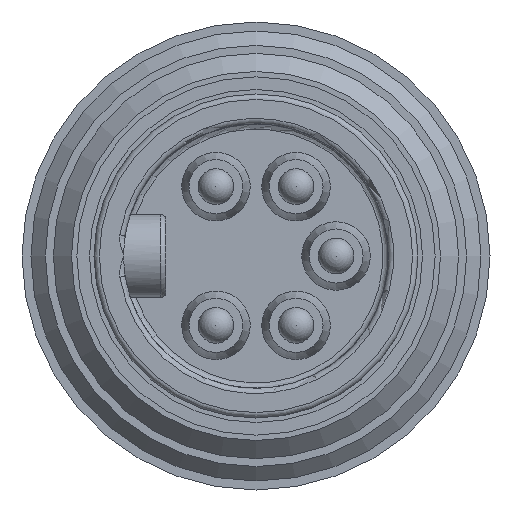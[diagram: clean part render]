
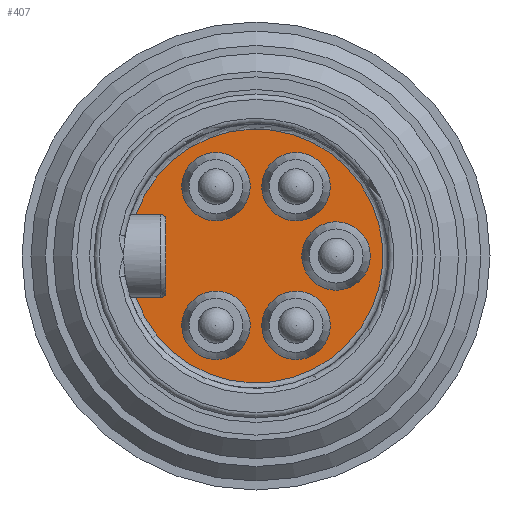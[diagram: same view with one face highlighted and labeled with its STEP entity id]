
A CAD part, front view. The second image highlights one B-rep face of the part: STEP entity #407.
In plain terms, the highlighted planar face has unit normal (0, -1, 0).
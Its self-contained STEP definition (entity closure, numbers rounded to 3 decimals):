
#40=B_SPLINE_CURVE_WITH_KNOTS('',3,(#2544,#2545,#2546,#2547,#2548,#2549,
#2550,#2551,#2552,#2553,#2554,#2555,#2556),.UNSPECIFIED.,.T.,.F.,(1,3,3,
3,3,3,1),(-0.25,0.,0.25,0.5,0.75,1.,1.25),.UNSPECIFIED.);
#41=B_SPLINE_CURVE_WITH_KNOTS('',3,(#2558,#2559,#2560,#2561,#2562,#2563,
#2564,#2565,#2566,#2567,#2568,#2569,#2570),.UNSPECIFIED.,.T.,.F.,(1,3,3,
3,3,3,1),(-0.25,0.,0.25,0.5,0.75,1.,1.25),.UNSPECIFIED.);
#42=B_SPLINE_CURVE_WITH_KNOTS('',3,(#2572,#2573,#2574,#2575,#2576,#2577,
#2578,#2579,#2580,#2581,#2582,#2583,#2584),.UNSPECIFIED.,.T.,.F.,(1,3,3,
3,3,3,1),(-0.25,0.,0.25,0.5,0.75,1.,1.25),.UNSPECIFIED.);
#43=B_SPLINE_CURVE_WITH_KNOTS('',3,(#2586,#2587,#2588,#2589,#2590,#2591,
#2592,#2593,#2594,#2595,#2596,#2597,#2598),.UNSPECIFIED.,.T.,.F.,(1,3,3,
3,3,3,1),(-0.25,0.,0.25,0.5,0.75,1.,1.25),.UNSPECIFIED.);
#44=B_SPLINE_CURVE_WITH_KNOTS('',3,(#2600,#2601,#2602,#2603,#2604,#2605,
#2606,#2607,#2608,#2609,#2610,#2611,#2612),.UNSPECIFIED.,.T.,.F.,(1,3,3,
3,3,3,1),(-0.25,0.,0.25,0.5,0.75,1.,1.25),.UNSPECIFIED.);
#75=LINE('',#2614,#90);
#76=LINE('',#2619,#91);
#77=LINE('',#2623,#92);
#90=VECTOR('',#1868,1.);
#91=VECTOR('',#1871,1.);
#92=VECTOR('',#1874,1.);
#265=FACE_BOUND('',#640,.T.);
#266=FACE_BOUND('',#641,.T.);
#267=FACE_BOUND('',#642,.T.);
#268=FACE_BOUND('',#643,.T.);
#269=FACE_BOUND('',#644,.T.);
#270=FACE_BOUND('',#645,.T.);
#407=ADVANCED_FACE('',(#265,#266,#267,#268,#269,#270),#484,.F.);
#484=PLANE('',#1532);
#640=EDGE_LOOP('',(#880));
#641=EDGE_LOOP('',(#881));
#642=EDGE_LOOP('',(#882));
#643=EDGE_LOOP('',(#883));
#644=EDGE_LOOP('',(#884));
#645=EDGE_LOOP('',(#885,#886,#887,#888,#889,#890));
#880=ORIENTED_EDGE('',*,*,#1228,.T.);
#881=ORIENTED_EDGE('',*,*,#1229,.T.);
#882=ORIENTED_EDGE('',*,*,#1230,.T.);
#883=ORIENTED_EDGE('',*,*,#1231,.T.);
#884=ORIENTED_EDGE('',*,*,#1232,.T.);
#885=ORIENTED_EDGE('',*,*,#1233,.F.);
#886=ORIENTED_EDGE('',*,*,#1234,.T.);
#887=ORIENTED_EDGE('',*,*,#1235,.F.);
#888=ORIENTED_EDGE('',*,*,#1236,.T.);
#889=ORIENTED_EDGE('',*,*,#1237,.F.);
#890=ORIENTED_EDGE('',*,*,#1238,.T.);
#1095=VERTEX_POINT('',#2557);
#1096=VERTEX_POINT('',#2571);
#1097=VERTEX_POINT('',#2585);
#1098=VERTEX_POINT('',#2599);
#1099=VERTEX_POINT('',#2613);
#1100=VERTEX_POINT('',#2615);
#1101=VERTEX_POINT('',#2616);
#1102=VERTEX_POINT('',#2618);
#1103=VERTEX_POINT('',#2620);
#1104=VERTEX_POINT('',#2622);
#1105=VERTEX_POINT('',#2624);
#1228=EDGE_CURVE('',#1095,#1095,#40,.T.);
#1229=EDGE_CURVE('',#1096,#1096,#41,.T.);
#1230=EDGE_CURVE('',#1097,#1097,#42,.T.);
#1231=EDGE_CURVE('',#1098,#1098,#43,.T.);
#1232=EDGE_CURVE('',#1099,#1099,#44,.T.);
#1233=EDGE_CURVE('',#1100,#1101,#75,.T.);
#1234=EDGE_CURVE('',#1100,#1102,#1367,.T.);
#1235=EDGE_CURVE('',#1103,#1102,#76,.T.);
#1236=EDGE_CURVE('',#1103,#1104,#1368,.T.);
#1237=EDGE_CURVE('',#1105,#1104,#77,.T.);
#1238=EDGE_CURVE('',#1105,#1101,#1369,.T.);
#1367=CIRCLE('',#1529,7.05);
#1368=CIRCLE('',#1530,0.3);
#1369=CIRCLE('',#1531,0.3);
#1529=AXIS2_PLACEMENT_3D('',#2617,#1869,#1870);
#1530=AXIS2_PLACEMENT_3D('',#2621,#1872,#1873);
#1531=AXIS2_PLACEMENT_3D('',#2625,#1875,#1876);
#1532=AXIS2_PLACEMENT_3D('',#2626,#1877,#1878);
#1868=DIRECTION('',(1.,0.,0.));
#1869=DIRECTION('',(0.,-1.,0.));
#1870=DIRECTION('',(0.,0.,-1.));
#1871=DIRECTION('',(-1.,0.,0.));
#1872=DIRECTION('',(0.,1.,0.));
#1873=DIRECTION('',(0.,0.,-1.));
#1874=DIRECTION('',(0.,0.,1.));
#1875=DIRECTION('',(0.,1.,0.));
#1876=DIRECTION('',(0.,0.,-1.));
#1877=DIRECTION('',(0.,1.,0.));
#1878=DIRECTION('',(0.,0.,-1.));
#2544=CARTESIAN_POINT('',(-7.847,-140.7,-11.548));
#2545=CARTESIAN_POINT('',(-8.896,-140.7,-11.548));
#2546=CARTESIAN_POINT('',(-9.747,-140.7,-10.696));
#2547=CARTESIAN_POINT('',(-9.747,-140.7,-9.648));
#2548=CARTESIAN_POINT('',(-9.748,-140.7,-8.599));
#2549=CARTESIAN_POINT('',(-8.896,-140.7,-7.748));
#2550=CARTESIAN_POINT('',(-7.847,-140.7,-7.748));
#2551=CARTESIAN_POINT('',(-6.799,-140.7,-7.747));
#2552=CARTESIAN_POINT('',(-5.948,-140.7,-8.599));
#2553=CARTESIAN_POINT('',(-5.947,-140.7,-9.648));
#2554=CARTESIAN_POINT('',(-5.947,-140.7,-10.696));
#2555=CARTESIAN_POINT('',(-6.798,-140.7,-11.548));
#2556=CARTESIAN_POINT('',(-7.847,-140.7,-11.548));
#2557=CARTESIAN_POINT('',(-7.847,-140.7,-11.548));
#2558=CARTESIAN_POINT('',(-10.072,-140.7,-7.694));
#2559=CARTESIAN_POINT('',(-11.121,-140.7,-7.694));
#2560=CARTESIAN_POINT('',(-11.972,-140.7,-6.842));
#2561=CARTESIAN_POINT('',(-11.972,-140.7,-5.794));
#2562=CARTESIAN_POINT('',(-11.973,-140.7,-4.745));
#2563=CARTESIAN_POINT('',(-11.121,-140.7,-3.894));
#2564=CARTESIAN_POINT('',(-10.072,-140.7,-3.894));
#2565=CARTESIAN_POINT('',(-9.024,-140.7,-3.893));
#2566=CARTESIAN_POINT('',(-8.173,-140.7,-4.745));
#2567=CARTESIAN_POINT('',(-8.172,-140.7,-5.794));
#2568=CARTESIAN_POINT('',(-8.172,-140.7,-6.842));
#2569=CARTESIAN_POINT('',(-9.023,-140.7,-7.694));
#2570=CARTESIAN_POINT('',(-10.072,-140.7,-7.694));
#2571=CARTESIAN_POINT('',(-10.072,-140.7,-7.694));
#2572=CARTESIAN_POINT('',(-10.072,-140.7,-15.401));
#2573=CARTESIAN_POINT('',(-11.121,-140.7,-15.401));
#2574=CARTESIAN_POINT('',(-11.972,-140.7,-14.55));
#2575=CARTESIAN_POINT('',(-11.972,-140.7,-13.501));
#2576=CARTESIAN_POINT('',(-11.973,-140.7,-12.453));
#2577=CARTESIAN_POINT('',(-11.121,-140.7,-11.602));
#2578=CARTESIAN_POINT('',(-10.072,-140.7,-11.601));
#2579=CARTESIAN_POINT('',(-9.024,-140.7,-11.601));
#2580=CARTESIAN_POINT('',(-8.173,-140.7,-12.453));
#2581=CARTESIAN_POINT('',(-8.172,-140.7,-13.501));
#2582=CARTESIAN_POINT('',(-8.172,-140.7,-14.55));
#2583=CARTESIAN_POINT('',(-9.023,-140.7,-15.401));
#2584=CARTESIAN_POINT('',(-10.072,-140.7,-15.401));
#2585=CARTESIAN_POINT('',(-10.072,-140.7,-15.401));
#2586=CARTESIAN_POINT('',(-14.522,-140.7,-7.694));
#2587=CARTESIAN_POINT('',(-15.571,-140.7,-7.694));
#2588=CARTESIAN_POINT('',(-16.422,-140.7,-6.842));
#2589=CARTESIAN_POINT('',(-16.422,-140.7,-5.794));
#2590=CARTESIAN_POINT('',(-16.423,-140.7,-4.745));
#2591=CARTESIAN_POINT('',(-15.571,-140.7,-3.894));
#2592=CARTESIAN_POINT('',(-14.522,-140.7,-3.894));
#2593=CARTESIAN_POINT('',(-13.474,-140.7,-3.893));
#2594=CARTESIAN_POINT('',(-12.623,-140.7,-4.745));
#2595=CARTESIAN_POINT('',(-12.622,-140.7,-5.794));
#2596=CARTESIAN_POINT('',(-12.622,-140.7,-6.842));
#2597=CARTESIAN_POINT('',(-13.473,-140.7,-7.694));
#2598=CARTESIAN_POINT('',(-14.522,-140.7,-7.694));
#2599=CARTESIAN_POINT('',(-14.522,-140.7,-7.694));
#2600=CARTESIAN_POINT('',(-14.522,-140.7,-15.401));
#2601=CARTESIAN_POINT('',(-15.571,-140.7,-15.401));
#2602=CARTESIAN_POINT('',(-16.422,-140.7,-14.55));
#2603=CARTESIAN_POINT('',(-16.422,-140.7,-13.501));
#2604=CARTESIAN_POINT('',(-16.423,-140.7,-12.453));
#2605=CARTESIAN_POINT('',(-15.571,-140.7,-11.602));
#2606=CARTESIAN_POINT('',(-14.522,-140.7,-11.601));
#2607=CARTESIAN_POINT('',(-13.474,-140.7,-11.601));
#2608=CARTESIAN_POINT('',(-12.623,-140.7,-12.453));
#2609=CARTESIAN_POINT('',(-12.622,-140.7,-13.501));
#2610=CARTESIAN_POINT('',(-12.622,-140.7,-14.55));
#2611=CARTESIAN_POINT('',(-13.473,-140.7,-15.401));
#2612=CARTESIAN_POINT('',(-14.522,-140.7,-15.401));
#2613=CARTESIAN_POINT('',(-14.522,-140.7,-15.401));
#2614=CARTESIAN_POINT('',(-19.278,-140.7,-11.948));
#2615=CARTESIAN_POINT('',(-18.962,-140.7,-11.948));
#2616=CARTESIAN_POINT('',(-17.597,-140.7,-11.948));
#2617=CARTESIAN_POINT('',(-12.297,-140.7,-9.648));
#2618=CARTESIAN_POINT('',(-18.962,-140.7,-7.348));
#2619=CARTESIAN_POINT('',(-17.297,-140.7,-7.348));
#2620=CARTESIAN_POINT('',(-17.597,-140.7,-7.348));
#2621=CARTESIAN_POINT('',(-17.597,-140.7,-7.648));
#2622=CARTESIAN_POINT('',(-17.297,-140.7,-7.648));
#2623=CARTESIAN_POINT('',(-17.297,-140.7,-11.948));
#2624=CARTESIAN_POINT('',(-17.297,-140.7,-11.648));
#2625=CARTESIAN_POINT('',(-17.597,-140.7,-11.648));
#2626=CARTESIAN_POINT('',(-12.297,-140.7,-9.648));
